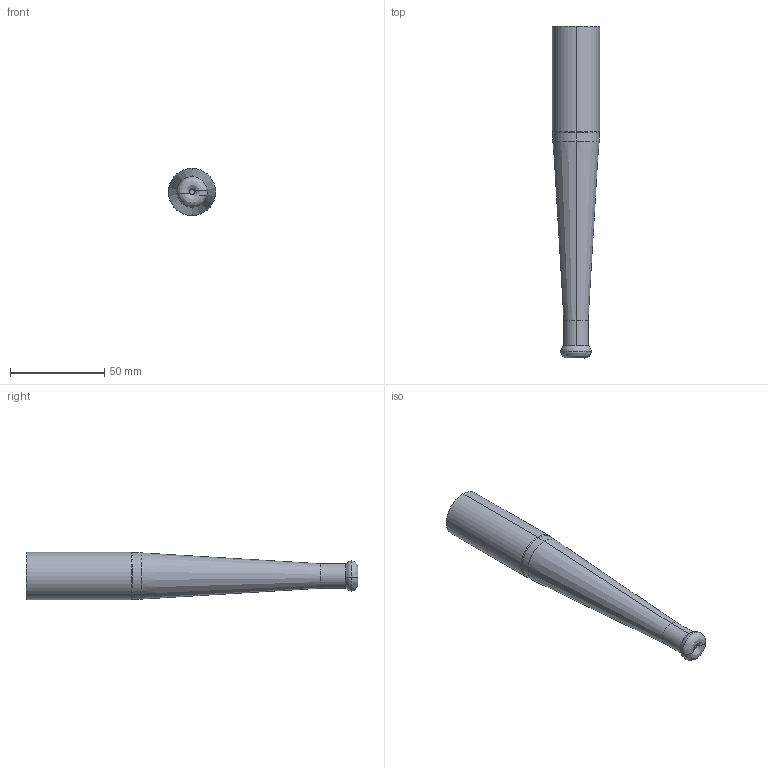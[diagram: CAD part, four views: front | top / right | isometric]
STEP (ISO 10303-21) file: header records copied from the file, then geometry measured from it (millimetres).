
FILE_DESCRIPTION (( 'STEP AP203' ), '1' );
FILE_NAME ('S806-16-120-02-72-.STEP', '2019-04-01T13:30:52', ( '' ), ( '' ), 'SwSTEP 2.0', 'SolidWorks 2018', '' );
FILE_SCHEMA (( 'CONFIG_CONTROL_DESIGN' ));
Length unit declared in the file: millimetre
Products named in the file (1): S806-16-120-02-72-
Bounding box: 25 x 176 x 25 mm (x, y, z)
Volume: 59831.2 mm3; surface area: 12061.6 mm2
Topology: 2 solids, 2 shells, 32 faces, 66 edges, 37 vertices
Faces by surface type: cylinder 12, bspline 10, cone 6, plane 4
Entity records: 1153 total; most frequent: CARTESIAN_POINT 434, DIRECTION 144, ORIENTED_EDGE 128, EDGE_CURVE 64, AXIS2_PLACEMENT_3D 63, CIRCLE 40, VERTEX_POINT 37, EDGE_LOOP 35
